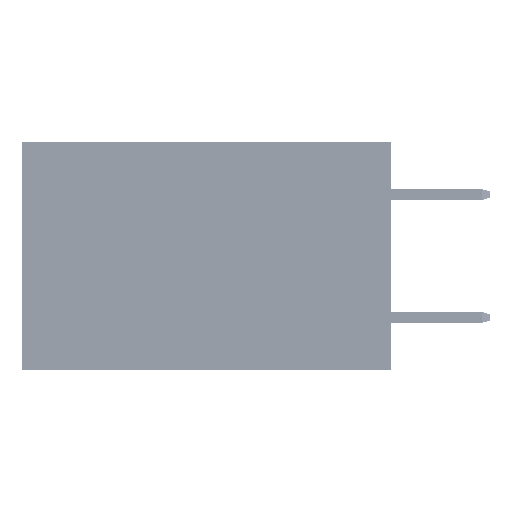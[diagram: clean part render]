
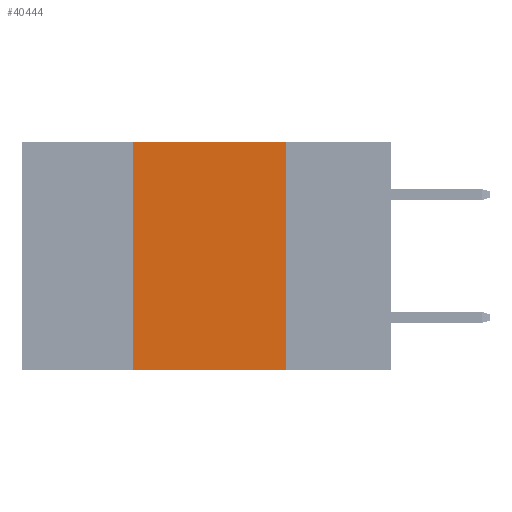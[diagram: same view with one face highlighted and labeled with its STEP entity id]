
A CAD part, left-side view. The second image highlights one B-rep face of the part: STEP entity #40444.
In plain terms, the highlighted planar face has unit normal (-1, 0, 0).
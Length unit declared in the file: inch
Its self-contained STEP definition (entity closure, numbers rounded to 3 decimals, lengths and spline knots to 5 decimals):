
#149 = CARTESIAN_POINT ( 'NONE',  ( 0., 0.6, 0. ) ) ;
#619 = LINE ( 'NONE', #23045, #29742 ) ;
#869 = DIRECTION ( 'NONE',  ( 1., 0., 0. ) ) ;
#1684 = CARTESIAN_POINT ( 'NONE',  ( 0., 0.6, -0.37 ) ) ;
#3138 = CARTESIAN_POINT ( 'NONE',  ( 0., 0.42, 0. ) ) ;
#3250 = CARTESIAN_POINT ( 'NONE',  ( 0., 0.42, -0.37 ) ) ;
#7417 = CARTESIAN_POINT ( 'NONE',  ( 0., 0.17, -0.37 ) ) ;
#7742 = EDGE_LOOP ( 'NONE', ( #38127, #24675, #15751, #44958 ) ) ;
#9134 = DIRECTION ( 'NONE',  ( 0., -1., 0. ) ) ;
#10964 = EDGE_CURVE ( 'NONE', #44269, #16824, #48485, .T. ) ;
#11782 = CARTESIAN_POINT ( 'NONE',  ( 0., 0.17, 0. ) ) ;
#13126 = DIRECTION ( 'NONE',  ( 0., -1., 0. ) ) ;
#15010 = VECTOR ( 'NONE', #19039, 39.37008 ) ;
#15751 = ORIENTED_EDGE ( 'NONE', *, *, #20288, .F. ) ;
#16824 = VERTEX_POINT ( 'NONE', #7417 ) ;
#19039 = DIRECTION ( 'NONE',  ( 0., 0., -1. ) ) ;
#19527 = LINE ( 'NONE', #11782, #15010 ) ;
#20054 = PLANE ( 'NONE',  #30568 ) ;
#20098 = LINE ( 'NONE', #38800, #38193 ) ;
#20288 = EDGE_CURVE ( 'NONE', #44269, #29198, #619, .T. ) ;
#23045 = CARTESIAN_POINT ( 'NONE',  ( 0., 0.42, 0. ) ) ;
#24675 = ORIENTED_EDGE ( 'NONE', *, *, #28869, .F. ) ;
#28869 = EDGE_CURVE ( 'NONE', #29198, #31051, #20098, .T. ) ;
#29198 = VERTEX_POINT ( 'NONE', #3138 ) ;
#29742 = VECTOR ( 'NONE', #38265, 39.37008 ) ;
#30480 = CARTESIAN_POINT ( 'NONE',  ( 0., 0.17, 0. ) ) ;
#30568 = AXIS2_PLACEMENT_3D ( 'NONE', #149, #869, #35264 ) ;
#31051 = VERTEX_POINT ( 'NONE', #30480 ) ;
#32595 = EDGE_CURVE ( 'NONE', #31051, #16824, #19527, .T. ) ;
#35027 = FACE_OUTER_BOUND ( 'NONE', #7742, .T. ) ;
#35264 = DIRECTION ( 'NONE',  ( 0., 0., -1. ) ) ;
#36336 = VECTOR ( 'NONE', #13126, 39.37008 ) ;
#38127 = ORIENTED_EDGE ( 'NONE', *, *, #32595, .F. ) ;
#38193 = VECTOR ( 'NONE', #9134, 39.37008 ) ;
#38265 = DIRECTION ( 'NONE',  ( 0., 0., 1. ) ) ;
#38800 = CARTESIAN_POINT ( 'NONE',  ( 0., 0.6, 0. ) ) ;
#40444 = ADVANCED_FACE ( 'NONE', ( #35027 ), #20054, .F. ) ;
#44269 = VERTEX_POINT ( 'NONE', #3250 ) ;
#44958 = ORIENTED_EDGE ( 'NONE', *, *, #10964, .T. ) ;
#48485 = LINE ( 'NONE', #1684, #36336 ) ;
